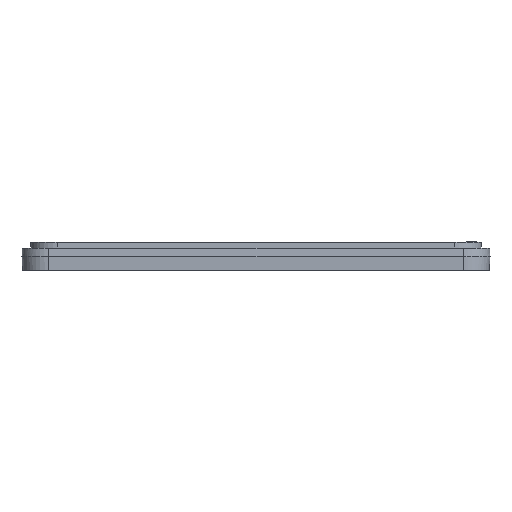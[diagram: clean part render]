
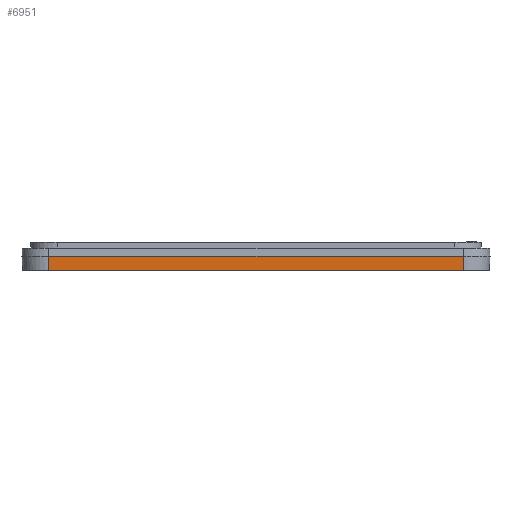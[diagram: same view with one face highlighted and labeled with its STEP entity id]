
A CAD part, left-side view. The second image highlights one B-rep face of the part: STEP entity #6951.
In plain terms, the highlighted planar face has unit normal (-0.999, 0, -0.035).
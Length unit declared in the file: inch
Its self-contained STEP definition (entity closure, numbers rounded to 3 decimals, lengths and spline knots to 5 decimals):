
#2709 = DIRECTION ( 'NONE',  ( 0., -1., 0. ) ) ;
#2710 = VECTOR ( 'NONE', #2709, 39.37008 ) ;
#2711 = CARTESIAN_POINT ( 'NONE',  ( -8.51, 5.73, 0. ) ) ;
#2712 = LINE ( 'NONE', #2711, #2710 ) ;
#2723 = CARTESIAN_POINT ( 'NONE',  ( -8.51, -5.0804, 0. ) ) ;
#2724 = CARTESIAN_POINT ( 'NONE',  ( -8.51, 5.0804, 0. ) ) ;
#2965 = CARTESIAN_POINT ( 'NONE',  ( -8.49795, -5.06835, -0.345 ) ) ;
#2966 = DIRECTION ( 'NONE',  ( 0., -1., 0. ) ) ;
#2967 = VECTOR ( 'NONE', #2966, 39.37008 ) ;
#2968 = CARTESIAN_POINT ( 'NONE',  ( -8.49795, -5.73, -0.345 ) ) ;
#2969 = LINE ( 'NONE', #2968, #2967 ) ;
#2970 = CARTESIAN_POINT ( 'NONE',  ( -8.49795, 5.06835, -0.345 ) ) ;
#2971 = DIRECTION ( 'NONE',  ( 0.035, -0.035, -0.999 ) ) ;
#2972 = VECTOR ( 'NONE', #2971, 39.37008 ) ;
#2973 = CARTESIAN_POINT ( 'NONE',  ( -8.51079, 5.08119, 0.02263 ) ) ;
#2974 = LINE ( 'NONE', #2973, #2972 ) ;
#2975 = DIRECTION ( 'NONE',  ( -0.035, 0., 0.999 ) ) ;
#2976 = DIRECTION ( 'NONE',  ( -0.999, 0., -0.035 ) ) ;
#2977 = CARTESIAN_POINT ( 'NONE',  ( -8.51, 5.73, 0. ) ) ;
#2978 = AXIS2_PLACEMENT_3D ( 'NONE', #2977, #2976, #2975 ) ;
#2979 = PLANE ( 'NONE',  #2978 ) ;
#2980 = FACE_OUTER_BOUND ( 'NONE', #6952, .T. ) ;
#3211 = DIRECTION ( 'NONE',  ( -0.035, -0.035, 0.999 ) ) ;
#3212 = VECTOR ( 'NONE', #3211, 39.37008 ) ;
#3213 = CARTESIAN_POINT ( 'NONE',  ( -8.49685, -5.06725, -0.37659 ) ) ;
#3214 = LINE ( 'NONE', #3213, #3212 ) ;
#6621 = VERTEX_POINT ( 'NONE', #2724 ) ;
#6622 = VERTEX_POINT ( 'NONE', #2723 ) ;
#6627 = EDGE_CURVE ( 'NONE', #6621, #6622, #2712, .T. ) ;
#6951 = ADVANCED_FACE ( 'NONE', ( #2980 ), #2979, .T. ) ;
#6952 = EDGE_LOOP ( 'NONE', ( #6953, #6954, #6957, #6967 ) ) ;
#6953 = ORIENTED_EDGE ( 'NONE', *, *, #6627, .F. ) ;
#6954 = ORIENTED_EDGE ( 'NONE', *, *, #6955, .T. ) ;
#6955 = EDGE_CURVE ( 'NONE', #6621, #6956, #2974, .T. ) ;
#6956 = VERTEX_POINT ( 'NONE', #2970 ) ;
#6957 = ORIENTED_EDGE ( 'NONE', *, *, #6958, .T. ) ;
#6958 = EDGE_CURVE ( 'NONE', #6956, #6959, #2969, .T. ) ;
#6959 = VERTEX_POINT ( 'NONE', #2965 ) ;
#6967 = ORIENTED_EDGE ( 'NONE', *, *, #6968, .T. ) ;
#6968 = EDGE_CURVE ( 'NONE', #6959, #6622, #3214, .T. ) ;
